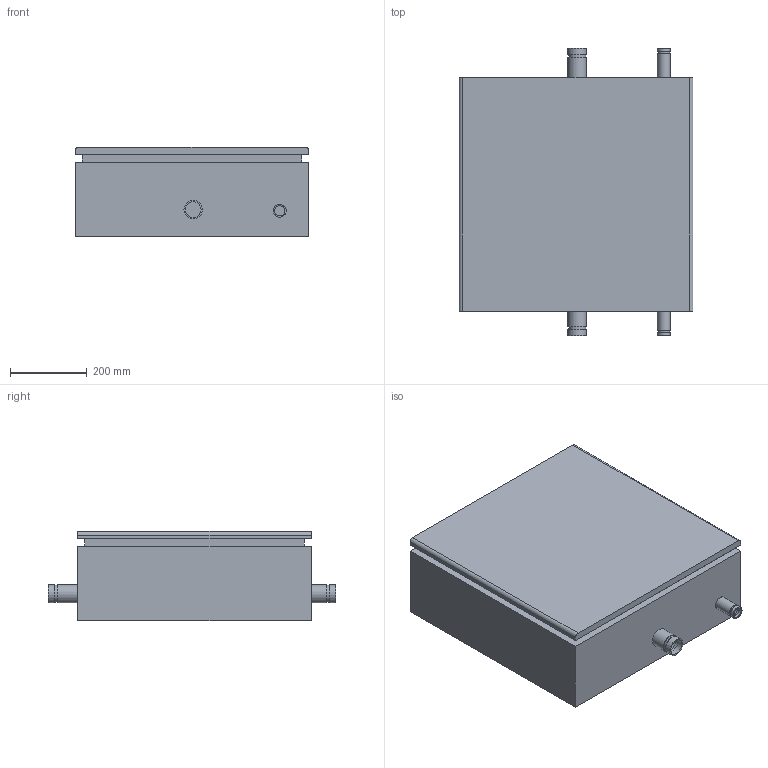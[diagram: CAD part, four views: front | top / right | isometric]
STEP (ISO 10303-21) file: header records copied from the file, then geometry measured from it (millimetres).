
FILE_DESCRIPTION(/* description */ (''),/* implementation_level */ '2;1');
FILE_NAME(/* name */ 'Victaulic-FP-Vortex Series 951 Zone Panel_01.5 (40)_Dry.stp',/* time_stamp */ '2020-09-01T20:18:51+06:00',/* author */ ('NPedneka'),/* organization */ (''),/* preprocessor_version */ 'ST-DEVELOPER v17.2',/* originating_system */ 'Autodesk Inventor 2019',/* authorisation */ '');
FILE_SCHEMA (('AUTOMOTIVE_DESIGN { 1 0 10303 214 3 1 1 }'));
Length unit declared in the file: inch
Products named in the file (1): 951-01.5 - Dry
Bounding box: 609.6 x 749.3 x 231.9 mm (x, y, z)
Volume: 85378787.9 mm3; surface area: 1463230.5 mm2
Topology: 1 solids, 1 shells, 64 faces, 119 edges, 82 vertices
Faces by surface type: plane 39, cylinder 25
Full cylindrical faces by diameter (mm): 7.938 x4, 22.352 x2, 26.67 x2, 28.575 x1, 30.201 x2, 33.401 x4, 40.894 x2, 45.06 x2, 48.26 x4
Entity records: 1668 total; most frequent: DIRECTION 307, CARTESIAN_POINT 266, ORIENTED_EDGE 238, AXIS2_PLACEMENT_3D 123, EDGE_CURVE 119, EDGE_LOOP 89, VERTEX_POINT 82, FACE_OUTER_BOUND 64
